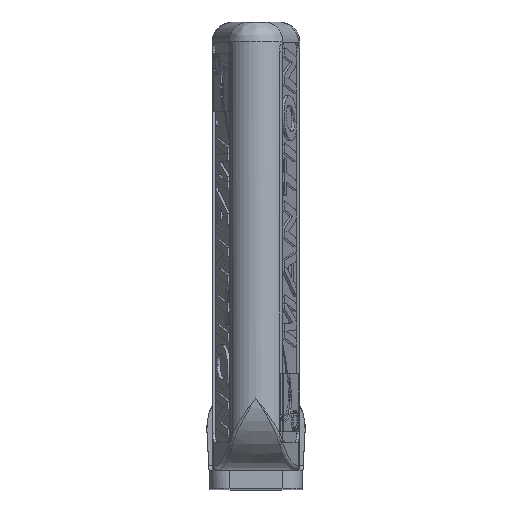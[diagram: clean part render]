
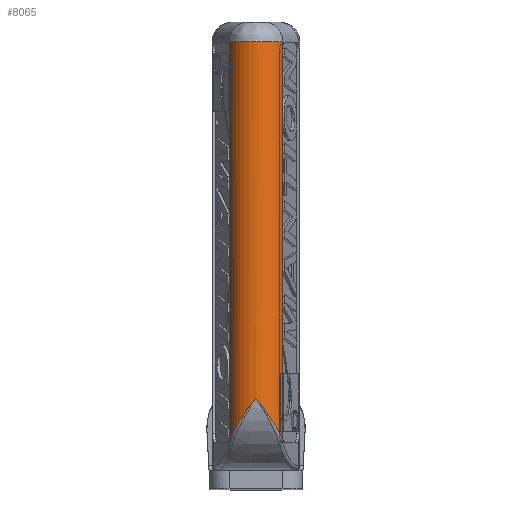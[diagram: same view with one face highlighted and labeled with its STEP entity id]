
A CAD part, top view. The second image highlights one B-rep face of the part: STEP entity #8065.
In plain terms, the highlighted cylindrical face has radius 7 mm (diameter 14 mm), a partial arc.
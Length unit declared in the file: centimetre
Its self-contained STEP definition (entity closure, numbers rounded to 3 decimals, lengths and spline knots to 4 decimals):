
#893=FACE_OUTER_BOUND('',#1377,.T.);
#1377=EDGE_LOOP('',(#7480,#7481,#7482,#7483,#7484,#7485,#7486,#7487,#7488,
#7489,#7490,#7491,#7492));
#1577=B_SPLINE_CURVE_WITH_KNOTS('',3,(#16155,#16156,#16157,#16158,#16159,
#16160),.UNSPECIFIED.,.F.,.F.,(4,2,4),(0.7136,0.8004,
0.8589),.UNSPECIFIED.);
#1579=B_SPLINE_CURVE_WITH_KNOTS('',3,(#16199,#16200,#16201,#16202,#16203,
#16204),.UNSPECIFIED.,.F.,.F.,(4,2,4),(0.5683,0.6269,
0.7136),.UNSPECIFIED.);
#1604=B_SPLINE_CURVE_WITH_KNOTS('',3,(#17067,#17068,#17069,#17070,#17071,
#17072),.UNSPECIFIED.,.F.,.F.,(4,2,4),(0.,0.0869,0.1606),
 .UNSPECIFIED.);
#1605=B_SPLINE_CURVE_WITH_KNOTS('',3,(#17090,#17091,#17092,#17093,#17094,
#17095),.UNSPECIFIED.,.F.,.F.,(4,2,4),(-0.1606,-0.0869,
0.),.UNSPECIFIED.);
#1611=B_SPLINE_CURVE_WITH_KNOTS('',3,(#17380,#17381,#17382,#17383,#17384,
#17385,#17386,#17387),.UNSPECIFIED.,.F.,.F.,(4,1,1,2,4),(0.,0.5368,
0.8051,1.3419,1.3438),.UNSPECIFIED.);
#1618=B_SPLINE_CURVE_WITH_KNOTS('',3,(#17564,#17565,#17566,#17567,#17568,
#17569,#17570,#17571),.UNSPECIFIED.,.F.,.F.,(4,2,1,1,4),(-0.0019,
0.,0.5368,0.8051,1.3419),.UNSPECIFIED.);
#2161=LINE('',#16227,#2885);
#2162=LINE('',#16230,#2886);
#2166=LINE('',#16243,#2890);
#2325=LINE('',#17062,#3049);
#2338=LINE('',#17109,#3062);
#2341=LINE('',#17576,#3065);
#2885=VECTOR('',#10368,1.);
#2886=VECTOR('',#10371,1.);
#2890=VECTOR('',#10377,1.);
#3049=VECTOR('',#10754,1.);
#3062=VECTOR('',#10799,1.);
#3065=VECTOR('',#10868,1.);
#3265=CIRCLE('',#8843,0.7);
#3878=VERTEX_POINT('',#16153);
#3879=VERTEX_POINT('',#16154);
#3885=VERTEX_POINT('',#16197);
#3886=VERTEX_POINT('',#16198);
#3890=VERTEX_POINT('',#16229);
#3893=VERTEX_POINT('',#16237);
#4012=VERTEX_POINT('',#17060);
#4013=VERTEX_POINT('',#17061);
#4014=VERTEX_POINT('',#17066);
#4016=VERTEX_POINT('',#17089);
#4019=VERTEX_POINT('',#17108);
#4035=VERTEX_POINT('',#17379);
#4041=VERTEX_POINT('',#17575);
#4905=EDGE_CURVE('',#3878,#3879,#1577,.T.);
#4920=EDGE_CURVE('',#3885,#3886,#1579,.T.);
#4929=EDGE_CURVE('',#3886,#3878,#2161,.T.);
#4930=EDGE_CURVE('',#3885,#3890,#2162,.T.);
#4935=EDGE_CURVE('',#3893,#3879,#2166,.T.);
#5140=EDGE_CURVE('',#4012,#4013,#2325,.T.);
#5143=EDGE_CURVE('',#4013,#4014,#1604,.T.);
#5151=EDGE_CURVE('',#4016,#4012,#1605,.T.);
#5158=EDGE_CURVE('',#4016,#4019,#2338,.T.);
#5183=EDGE_CURVE('',#4019,#4035,#1611,.T.);
#5196=EDGE_CURVE('',#4035,#3893,#1618,.T.);
#5198=EDGE_CURVE('',#4041,#4014,#2341,.T.);
#5199=EDGE_CURVE('',#3890,#4041,#3265,.T.);
#7480=ORIENTED_EDGE('',*,*,#4905,.T.);
#7481=ORIENTED_EDGE('',*,*,#4935,.F.);
#7482=ORIENTED_EDGE('',*,*,#5196,.F.);
#7483=ORIENTED_EDGE('',*,*,#5183,.F.);
#7484=ORIENTED_EDGE('',*,*,#5158,.F.);
#7485=ORIENTED_EDGE('',*,*,#5151,.T.);
#7486=ORIENTED_EDGE('',*,*,#5140,.T.);
#7487=ORIENTED_EDGE('',*,*,#5143,.T.);
#7488=ORIENTED_EDGE('',*,*,#5198,.F.);
#7489=ORIENTED_EDGE('',*,*,#5199,.F.);
#7490=ORIENTED_EDGE('',*,*,#4930,.F.);
#7491=ORIENTED_EDGE('',*,*,#4920,.T.);
#7492=ORIENTED_EDGE('',*,*,#4929,.T.);
#7644=CYLINDRICAL_SURFACE('',#8842,0.7);
#8065=ADVANCED_FACE('',(#893),#7644,.T.);
#8842=AXIS2_PLACEMENT_3D('',#17574,#10866,#10867);
#8843=AXIS2_PLACEMENT_3D('',#17577,#10869,#10870);
#10368=DIRECTION('',(0.,0.,1.));
#10371=DIRECTION('',(0.,0.,-1.));
#10377=DIRECTION('',(0.,0.,-1.));
#10754=DIRECTION('',(0.,0.,-1.));
#10799=DIRECTION('',(0.,0.,1.));
#10866=DIRECTION('center_axis',(0.,0.,-1.));
#10867=DIRECTION('ref_axis',(0.964,0.267,0.));
#10868=DIRECTION('',(0.,0.,1.));
#10869=DIRECTION('center_axis',(0.,0.,-1.));
#10870=DIRECTION('ref_axis',(0.,1.,0.));
#16153=CARTESIAN_POINT('',(-0.6601,1.3329,0.2798));
#16154=CARTESIAN_POINT('',(-0.6747,1.2867,0.421));
#16155=CARTESIAN_POINT('Ctrl Pts',(-0.6601,1.3329,
0.2798));
#16156=CARTESIAN_POINT('Ctrl Pts',(-0.6601,1.3329,
0.3087));
#16157=CARTESIAN_POINT('Ctrl Pts',(-0.6621,1.3275,
0.3396));
#16158=CARTESIAN_POINT('Ctrl Pts',(-0.6682,1.3087,
0.3871));
#16159=CARTESIAN_POINT('Ctrl Pts',(-0.6714,1.2986,
0.4051));
#16160=CARTESIAN_POINT('Ctrl Pts',(-0.6747,1.2867,
0.421));
#16197=CARTESIAN_POINT('',(-0.6747,1.2867,-9.4015));
#16198=CARTESIAN_POINT('',(-0.6601,1.3329,-9.2602));
#16199=CARTESIAN_POINT('Ctrl Pts',(-0.6747,1.2867,
-9.4015));
#16200=CARTESIAN_POINT('Ctrl Pts',(-0.6713,1.2986,
-9.3855));
#16201=CARTESIAN_POINT('Ctrl Pts',(-0.6682,1.3088,
-9.3674));
#16202=CARTESIAN_POINT('Ctrl Pts',(-0.6621,1.3275,
-9.3199));
#16203=CARTESIAN_POINT('Ctrl Pts',(-0.6601,1.3329,
-9.2891));
#16204=CARTESIAN_POINT('Ctrl Pts',(-0.6601,1.3329,
-9.2602));
#16227=CARTESIAN_POINT('',(-0.6601,1.3329,0.));
#16229=CARTESIAN_POINT('',(-0.6747,1.2867,-9.5));
#16230=CARTESIAN_POINT('',(-0.6747,1.2867,0.));
#16237=CARTESIAN_POINT('',(-0.6747,1.2867,0.4965));
#16243=CARTESIAN_POINT('',(-0.6747,1.2867,0.));
#17060=CARTESIAN_POINT('',(0.6567,1.3424,0.2796));
#17061=CARTESIAN_POINT('',(0.6567,1.3424,-9.2604));
#17062=CARTESIAN_POINT('',(0.6567,1.3424,0.));
#17066=CARTESIAN_POINT('',(0.6747,1.2867,-9.4137));
#17067=CARTESIAN_POINT('Ctrl Pts',(0.6567,1.3424,-9.2604));
#17068=CARTESIAN_POINT('Ctrl Pts',(0.6567,1.3424,-9.2893));
#17069=CARTESIAN_POINT('Ctrl Pts',(0.6588,1.337,-9.3202));
#17070=CARTESIAN_POINT('Ctrl Pts',(0.6658,1.3163,-9.3727));
#17071=CARTESIAN_POINT('Ctrl Pts',(0.6702,1.3027,-9.395));
#17072=CARTESIAN_POINT('Ctrl Pts',(0.6747,1.2867,-9.4137));
#17089=CARTESIAN_POINT('',(0.6747,1.2867,0.4329));
#17090=CARTESIAN_POINT('Ctrl Pts',(0.6747,1.2867,0.4329));
#17091=CARTESIAN_POINT('Ctrl Pts',(0.6702,1.3027,0.4143));
#17092=CARTESIAN_POINT('Ctrl Pts',(0.6658,1.3163,0.392));
#17093=CARTESIAN_POINT('Ctrl Pts',(0.6588,1.337,0.3395));
#17094=CARTESIAN_POINT('Ctrl Pts',(0.6567,1.3424,0.3086));
#17095=CARTESIAN_POINT('Ctrl Pts',(0.6567,1.3424,0.2796));
#17108=CARTESIAN_POINT('',(0.6747,1.2867,0.4965));
#17109=CARTESIAN_POINT('',(0.6747,1.2867,0.));
#17379=CARTESIAN_POINT('',(0.,1.8,-0.6));
#17380=CARTESIAN_POINT('Ctrl Pts',(0.6747,1.2867,0.4965));
#17381=CARTESIAN_POINT('Ctrl Pts',(0.637,1.4227,0.3648));
#17382=CARTESIAN_POINT('Ctrl Pts',(0.5262,1.5885,0.1506));
#17383=CARTESIAN_POINT('Ctrl Pts',(0.2823,1.759,-0.22));
#17384=CARTESIAN_POINT('Ctrl Pts',(0.1133,1.7998,-0.4473));
#17385=CARTESIAN_POINT('Ctrl Pts',(0.0008,1.8,
-0.5989));
#17386=CARTESIAN_POINT('Ctrl Pts',(0.0004,1.8,-0.5995));
#17387=CARTESIAN_POINT('Ctrl Pts',(0.,1.8,-0.6));
#17564=CARTESIAN_POINT('Ctrl Pts',(0.,1.8,-0.6));
#17565=CARTESIAN_POINT('Ctrl Pts',(-0.0004,1.8,-0.5995));
#17566=CARTESIAN_POINT('Ctrl Pts',(-0.0008,1.8,
-0.5989));
#17567=CARTESIAN_POINT('Ctrl Pts',(-0.1133,1.7998,
-0.4473));
#17568=CARTESIAN_POINT('Ctrl Pts',(-0.2822,1.7591,
-0.2201));
#17569=CARTESIAN_POINT('Ctrl Pts',(-0.5263,1.5884,
0.1506));
#17570=CARTESIAN_POINT('Ctrl Pts',(-0.637,1.4227,0.3648));
#17571=CARTESIAN_POINT('Ctrl Pts',(-0.6747,1.2867,
0.4965));
#17574=CARTESIAN_POINT('Origin',(0.,1.1,0.));
#17575=CARTESIAN_POINT('',(0.6747,1.2867,-9.5));
#17576=CARTESIAN_POINT('',(0.6747,1.2867,0.));
#17577=CARTESIAN_POINT('Origin',(0.,1.1,-9.5));
